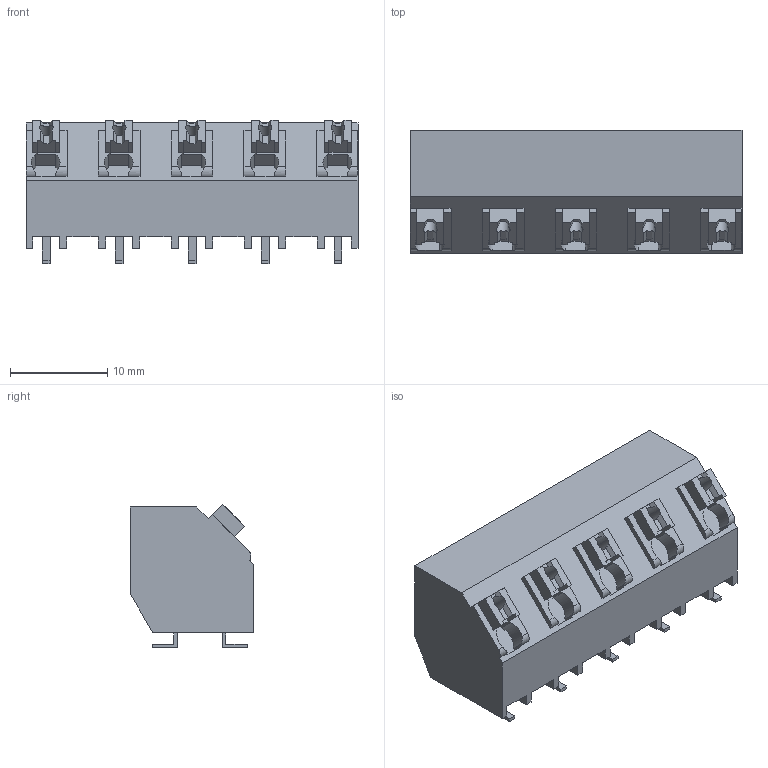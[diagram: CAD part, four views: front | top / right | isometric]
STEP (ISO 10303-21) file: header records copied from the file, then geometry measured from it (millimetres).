
FILE_DESCRIPTION(('CATIA V5 STEP Exchange','CAx-IF Rec.Pracs.--- Model Styling and Organization---1.2---2011-12-15'),'2;1');
FILE_NAME ('D1452250_0_1473920000_1473920000.stp','2018-03-22T06:51:07+00:00',('none'),('Weidmueller'),'CATIA Version 5-6 Release 2014','CATIA V5 STEP AP214','none');
FILE_SCHEMA(('AUTOMOTIVE_DESIGN { 1 0 10303 214 1 1 1 1 }'));
Length unit declared in the file: millimetre
Products named in the file (1): 1473920000
Bounding box: 34.13 x 12.7 x 14.71 mm (x, y, z)
Volume: 3848.8 mm3; surface area: 3333.6 mm2
Topology: 16 solids, 16 shells, 409 faces, 1132 edges, 762 vertices
Faces by surface type: plane 379, cylinder 30
Entity records: 12603 total; most frequent: CARTESIAN_POINT 2349, ORIENTED_EDGE 2264, DIRECTION 1643, EDGE_CURVE 1132, VECTOR 1022, LINE 1022, VERTEX_POINT 762, EDGE_LOOP 426
